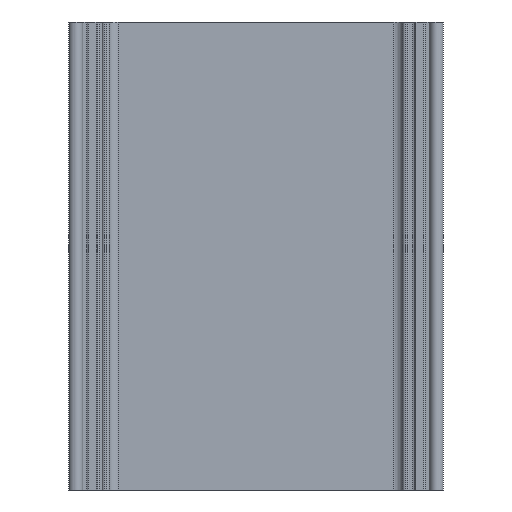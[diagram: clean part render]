
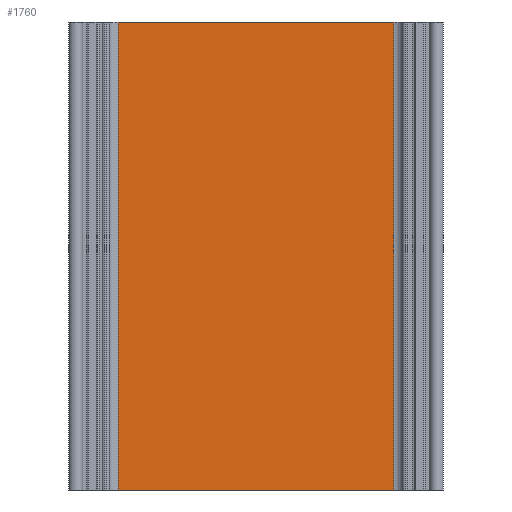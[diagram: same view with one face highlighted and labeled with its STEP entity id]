
A CAD part, front view. The second image highlights one B-rep face of the part: STEP entity #1760.
In plain terms, the highlighted planar face has unit normal (0, -1, 0).
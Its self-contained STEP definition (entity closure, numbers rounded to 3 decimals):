
#149=FACE_OUTER_BOUND('',#241,.T.);
#241=EDGE_LOOP('',(#1218,#1219,#1220,#1221));
#355=LINE('',#2646,#547);
#356=LINE('',#2649,#548);
#357=LINE('',#2651,#549);
#358=LINE('',#2652,#550);
#547=VECTOR('',#2106,100.);
#548=VECTOR('',#2109,58.8);
#549=VECTOR('',#2110,58.8);
#550=VECTOR('',#2111,100.);
#734=VERTEX_POINT('',#2642);
#735=VERTEX_POINT('',#2644);
#736=VERTEX_POINT('',#2648);
#737=VERTEX_POINT('',#2650);
#931=EDGE_CURVE('',#734,#735,#355,.T.);
#932=EDGE_CURVE('',#736,#734,#356,.T.);
#933=EDGE_CURVE('',#737,#735,#357,.T.);
#934=EDGE_CURVE('',#736,#737,#358,.T.);
#1218=ORIENTED_EDGE('',*,*,#932,.T.);
#1219=ORIENTED_EDGE('',*,*,#931,.T.);
#1220=ORIENTED_EDGE('',*,*,#933,.F.);
#1221=ORIENTED_EDGE('',*,*,#934,.F.);
#1701=PLANE('',#1866);
#1760=ADVANCED_FACE('',(#149),#1701,.T.);
#1866=AXIS2_PLACEMENT_3D('',#2647,#2107,#2108);
#2106=DIRECTION('',(0.,0.,1.));
#2107=DIRECTION('center_axis',(0.,-1.,0.));
#2108=DIRECTION('ref_axis',(1.,0.,0.));
#2109=DIRECTION('',(1.,0.,0.));
#2110=DIRECTION('',(1.,0.,0.));
#2111=DIRECTION('',(0.,0.,1.));
#2642=CARTESIAN_POINT('',(29.4,0.,0.));
#2644=CARTESIAN_POINT('',(29.4,0.,100.));
#2646=CARTESIAN_POINT('',(29.4,0.,0.));
#2647=CARTESIAN_POINT('Origin',(-29.4,0.,
0.));
#2648=CARTESIAN_POINT('',(-29.4,0.,0.));
#2649=CARTESIAN_POINT('',(-29.4,0.,0.));
#2650=CARTESIAN_POINT('',(-29.4,0.,100.));
#2651=CARTESIAN_POINT('',(-29.4,0.,100.));
#2652=CARTESIAN_POINT('',(-29.4,0.,0.));
